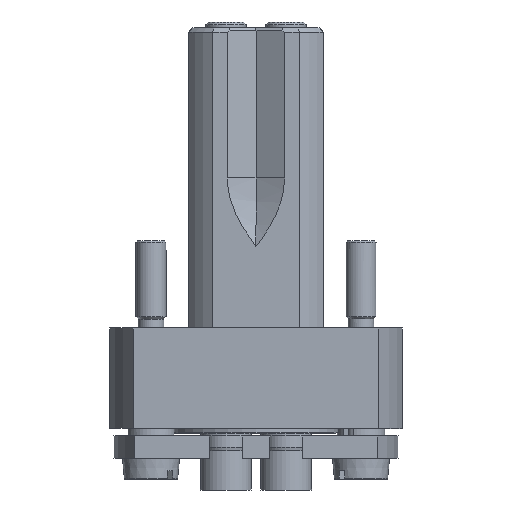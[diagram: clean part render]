
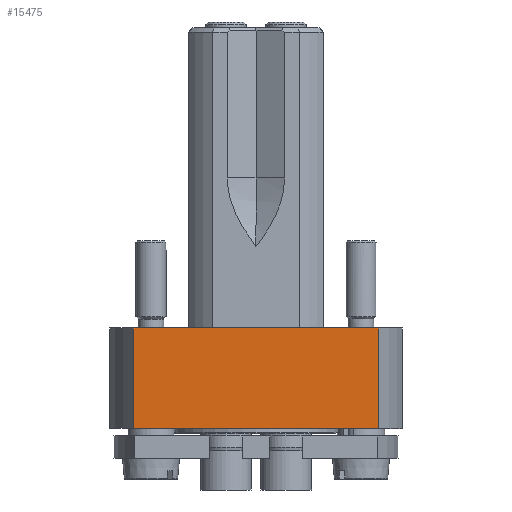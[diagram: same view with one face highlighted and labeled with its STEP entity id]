
A CAD part, front view. The second image highlights one B-rep face of the part: STEP entity #15475.
In plain terms, the highlighted planar face has unit normal (0, -1, 0).
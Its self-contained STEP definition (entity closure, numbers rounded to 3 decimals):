
#629 = CARTESIAN_POINT ( 'NONE',  ( 8.182, -5.75, 1.7 ) ) ;
#4875 = DIRECTION ( 'NONE',  ( 0., -1., 0. ) ) ;
#6027 = EDGE_CURVE ( 'NONE', #71539, #7906, #71139, .T. ) ;
#6247 = DIRECTION ( 'NONE',  ( 1., 0., 0. ) ) ;
#7906 = VERTEX_POINT ( 'NONE', #51717 ) ;
#8825 = EDGE_CURVE ( 'NONE', #62694, #71539, #51088, .T. ) ;
#13786 = CARTESIAN_POINT ( 'NONE',  ( 8.182, -5.75, 2. ) ) ;
#15475 = ADVANCED_FACE ( 'NONE', ( #43514 ), #66102, .T. ) ;
#17347 = CARTESIAN_POINT ( 'NONE',  ( 8.182, -5.75, 8.7 ) ) ;
#17434 = LINE ( 'NONE', #39855, #18669 ) ;
#18669 = VECTOR ( 'NONE', #62412, 1000. ) ;
#19484 = AXIS2_PLACEMENT_3D ( 'NONE', #55351, #4875, #27317 ) ;
#20587 = CARTESIAN_POINT ( 'NONE',  ( 0., -5.75, 8.7 ) ) ;
#22724 = ORIENTED_EDGE ( 'NONE', *, *, #40200, .F. ) ;
#23115 = DIRECTION ( 'NONE',  ( 0., 0., 1. ) ) ;
#24295 = VECTOR ( 'NONE', #43010, 1000. ) ;
#26472 = ORIENTED_EDGE ( 'NONE', *, *, #6027, .T. ) ;
#27317 = DIRECTION ( 'NONE',  ( 1., 0., 0. ) ) ;
#34169 = LINE ( 'NONE', #56726, #50122 ) ;
#39855 = CARTESIAN_POINT ( 'NONE',  ( -8.182, -5.75, 1.7 ) ) ;
#40200 = EDGE_CURVE ( 'NONE', #41445, #7906, #17434, .T. ) ;
#41445 = VERTEX_POINT ( 'NONE', #51754 ) ;
#43010 = DIRECTION ( 'NONE',  ( -1., 0., 0. ) ) ;
#43514 = FACE_OUTER_BOUND ( 'NONE', #53410, .T. ) ;
#47102 = ORIENTED_EDGE ( 'NONE', *, *, #8825, .T. ) ;
#50122 = VECTOR ( 'NONE', #6247, 1000. ) ;
#51088 = LINE ( 'NONE', #629, #72273 ) ;
#51717 = CARTESIAN_POINT ( 'NONE',  ( -8.182, -5.75, 8.7 ) ) ;
#51754 = CARTESIAN_POINT ( 'NONE',  ( -8.182, -5.75, 2. ) ) ;
#53410 = EDGE_LOOP ( 'NONE', ( #47102, #26472, #22724, #69707 ) ) ;
#55351 = CARTESIAN_POINT ( 'NONE',  ( 18.24, -5.75, 1.7 ) ) ;
#56726 = CARTESIAN_POINT ( 'NONE',  ( 18.24, -5.75, 2. ) ) ;
#62149 = EDGE_CURVE ( 'NONE', #41445, #62694, #34169, .T. ) ;
#62412 = DIRECTION ( 'NONE',  ( 0., 0., 1. ) ) ;
#62694 = VERTEX_POINT ( 'NONE', #13786 ) ;
#66102 = PLANE ( 'NONE',  #19484 ) ;
#69707 = ORIENTED_EDGE ( 'NONE', *, *, #62149, .T. ) ;
#71139 = LINE ( 'NONE', #20587, #24295 ) ;
#71539 = VERTEX_POINT ( 'NONE', #17347 ) ;
#72273 = VECTOR ( 'NONE', #23115, 1000. ) ;
